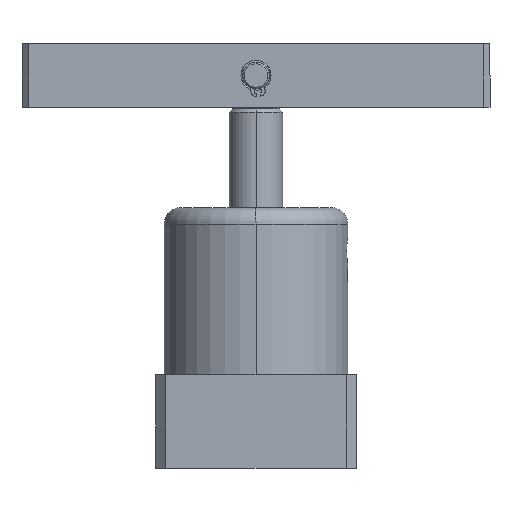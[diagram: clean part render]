
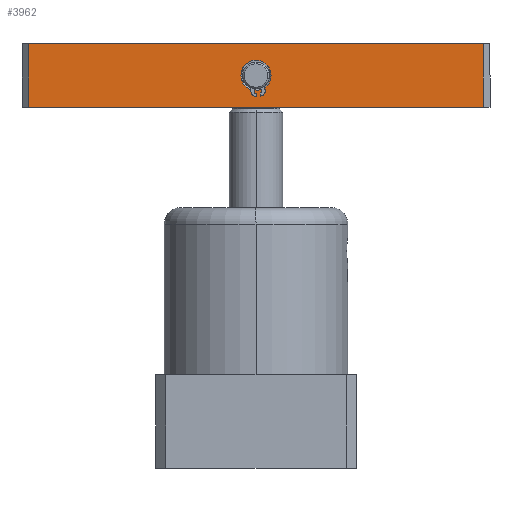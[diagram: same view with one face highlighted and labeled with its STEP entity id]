
A CAD part, left-side view. The second image highlights one B-rep face of the part: STEP entity #3962.
In plain terms, the highlighted face is planar.
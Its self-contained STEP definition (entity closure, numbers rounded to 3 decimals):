
#11 = AXIS2_PLACEMENT_3D ( 'NONE', #1746, #1743, #1740 ) ;
#33 = AXIS2_PLACEMENT_3D ( 'NONE', #1764, #1763, #1754 ) ;
#1079 = CARTESIAN_POINT ( 'NONE',  ( -4.5, 0., -9.5 ) ) ;
#1662 = CARTESIAN_POINT ( 'NONE',  ( 4.5, 0., -9.5 ) ) ;
#1740 = DIRECTION ( 'NONE',  ( 1., 0., 0. ) ) ;
#1743 = DIRECTION ( 'NONE',  ( 0., 0., 1. ) ) ;
#1746 = CARTESIAN_POINT ( 'NONE',  ( -70., 9.5, -9.5 ) ) ;
#1750 = PLANE ( 'NONE',  #11 ) ;
#1754 = DIRECTION ( 'NONE',  ( 1., 0., 0. ) ) ;
#1763 = DIRECTION ( 'NONE',  ( 0., 0., 1. ) ) ;
#1764 = CARTESIAN_POINT ( 'NONE',  ( 0., 0., -9.5 ) ) ;
#1767 = CARTESIAN_POINT ( 'NONE',  ( 68., 9.5, -9.5 ) ) ;
#1776 = DIRECTION ( 'NONE',  ( -1., 0., 0. ) ) ;
#1781 = DIRECTION ( 'NONE',  ( 0., -1., 0. ) ) ;
#1787 = CARTESIAN_POINT ( 'NONE',  ( -70., 9.5, -9.5 ) ) ;
#1789 = CARTESIAN_POINT ( 'NONE',  ( -68., 9.5, -9.5 ) ) ;
#1804 = DIRECTION ( 'NONE',  ( 0., 1., 0. ) ) ;
#1871 = CARTESIAN_POINT ( 'NONE',  ( -70., -9.5, -9.5 ) ) ;
#1879 = DIRECTION ( 'NONE',  ( -1., 0., 0. ) ) ;
#2064 = DIRECTION ( 'NONE',  ( 1., 0., 0. ) ) ;
#2065 = DIRECTION ( 'NONE',  ( 0., 0., 1. ) ) ;
#2066 = CARTESIAN_POINT ( 'NONE',  ( 0., 0., -9.5 ) ) ;
#2930 = EDGE_LOOP ( 'NONE', ( #6573, #6574 ) ) ;
#2933 = EDGE_LOOP ( 'NONE', ( #6575, #6576, #6577, #6578 ) ) ;
#3739 = FACE_OUTER_BOUND ( 'NONE', #2933, .T. ) ;
#3745 = FACE_BOUND ( 'NONE', #2930, .T. ) ;
#3897 = EDGE_CURVE ( 'NONE', #4277, #4270, #5156, .T. ) ;
#3898 = EDGE_CURVE ( 'NONE', #4318, #4270, #5133, .T. ) ;
#3899 = EDGE_CURVE ( 'NONE', #4203, #6364, #5108, .T. ) ;
#3900 = EDGE_CURVE ( 'NONE', #4318, #4317, #5121, .T. ) ;
#3901 = EDGE_CURVE ( 'NONE', #4317, #4277, #5105, .T. ) ;
#3962 = ADVANCED_FACE ( 'NONE', ( #3745, #3739 ), #1750, .F. ) ;
#4019 = AXIS2_PLACEMENT_3D ( 'NONE', #2066, #2065, #2064 ) ;
#4203 = VERTEX_POINT ( 'NONE', #1662 ) ;
#4270 = VERTEX_POINT ( 'NONE', #5589 ) ;
#4277 = VERTEX_POINT ( 'NONE', #5574 ) ;
#4317 = VERTEX_POINT ( 'NONE', #5656 ) ;
#4318 = VERTEX_POINT ( 'NONE', #5655 ) ;
#5102 = VECTOR ( 'NONE', #1879, 1000. ) ;
#5104 = VECTOR ( 'NONE', #1781, 1000. ) ;
#5105 = LINE ( 'NONE', #1871, #5102 ) ;
#5107 = VECTOR ( 'NONE', #1776, 1000. ) ;
#5108 = CIRCLE ( 'NONE', #33, 4.5 ) ;
#5109 = VECTOR ( 'NONE', #1804, 1000. ) ;
#5121 = LINE ( 'NONE', #1767, #5104 ) ;
#5133 = LINE ( 'NONE', #1787, #5107 ) ;
#5156 = LINE ( 'NONE', #1789, #5109 ) ;
#5311 = CIRCLE ( 'NONE', #4019, 4.5 ) ;
#5384 = EDGE_CURVE ( 'NONE', #6364, #4203, #5311, .T. ) ;
#5574 = CARTESIAN_POINT ( 'NONE',  ( -68., -9.5, -9.5 ) ) ;
#5589 = CARTESIAN_POINT ( 'NONE',  ( -68., 9.5, -9.5 ) ) ;
#5655 = CARTESIAN_POINT ( 'NONE',  ( 68., 9.5, -9.5 ) ) ;
#5656 = CARTESIAN_POINT ( 'NONE',  ( 68., -9.5, -9.5 ) ) ;
#6364 = VERTEX_POINT ( 'NONE', #1079 ) ;
#6573 = ORIENTED_EDGE ( 'NONE', *, *, #5384, .T. ) ;
#6574 = ORIENTED_EDGE ( 'NONE', *, *, #3899, .T. ) ;
#6575 = ORIENTED_EDGE ( 'NONE', *, *, #3898, .F. ) ;
#6576 = ORIENTED_EDGE ( 'NONE', *, *, #3900, .T. ) ;
#6577 = ORIENTED_EDGE ( 'NONE', *, *, #3901, .T. ) ;
#6578 = ORIENTED_EDGE ( 'NONE', *, *, #3897, .T. ) ;
